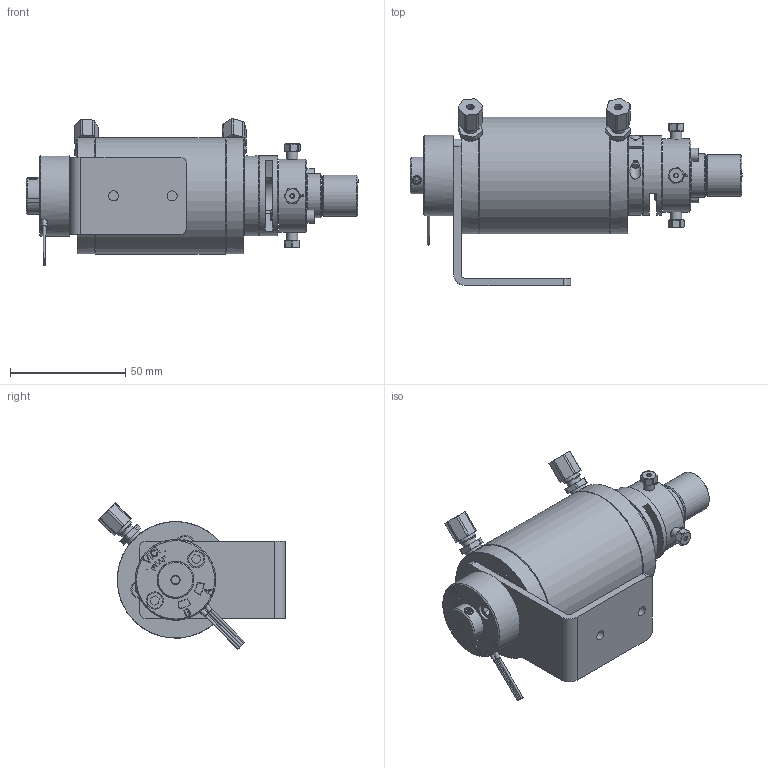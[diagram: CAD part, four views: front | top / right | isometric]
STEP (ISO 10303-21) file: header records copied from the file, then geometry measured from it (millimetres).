
FILE_DESCRIPTION((''),'2;1');
FILE_NAME('312392-AC4WPFAF 4 port 2-pos valve air actuated PFAF1.stp','2013-08-12T09:07:55',('Franzp'),(''),'Autodesk Inventor 2013','Autodesk Inventor 2013','');
FILE_SCHEMA(('AUTOMOTIVE_DESIGN { 1 0 10303 214 1 1 1 1 }'));
Length unit declared in the file: millimetre
Products named in the file (1): 312392_Shrinkwrap_1
Bounding box: 144.15 x 81.2 x 63.55 mm (x, y, z)
Surface area: 38704.5 mm2 (no closed solid volume)
Topology: 0 solids, 65 shells, 295 faces, 1102 edges, 841 vertices
Faces by surface type: plane 174, cylinder 94, cone 25, bspline 2
Full cylindrical faces by diameter (mm): 1.08 x4, 1.727 x4, 2.642 x1, 3 x2, 3.3 x4, 3.459 x2, 3.51 x2, 4.32 x2, 4.76 x1, 4.826 x4, 5.65 x3, 5.84 x1, 6.3 x2, 7.5 x4, 7.65 x2, 7.938 x2, 14.681 x1, 18 x1, 19.05 x1, 31.75 x1, 34.671 x1, 35 x1, 50.54 x2, 50.69 x1
Entity records: 12712 total; most frequent: CARTESIAN_POINT 3279, DIRECTION 1778, ORIENTED_EDGE 1455, EDGE_CURVE 994, VERTEX_POINT 810, AXIS2_PLACEMENT_3D 647, VECTOR 484, LINE 484
